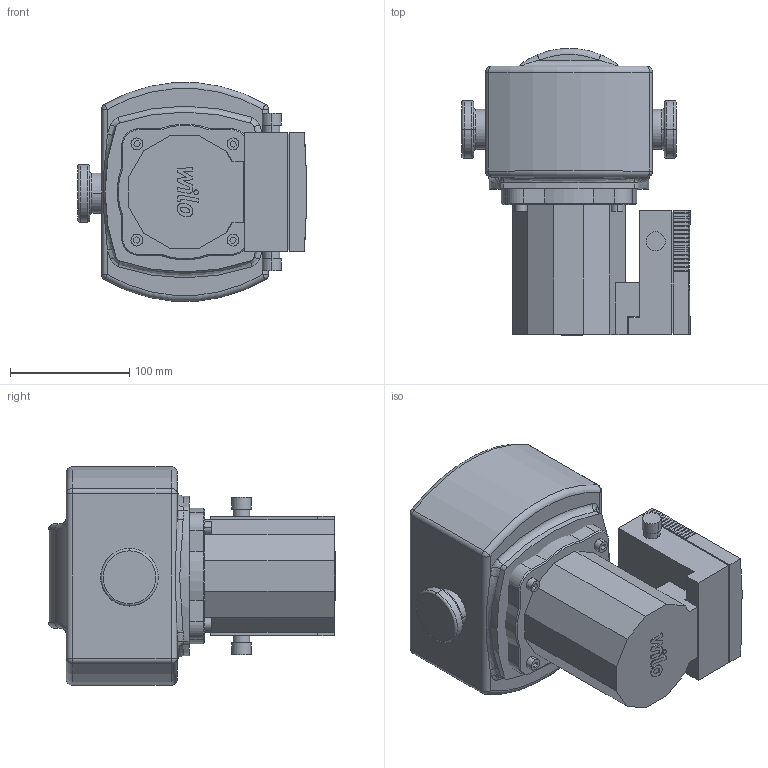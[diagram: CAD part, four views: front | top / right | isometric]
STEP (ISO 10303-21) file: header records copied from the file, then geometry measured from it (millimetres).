
FILE_DESCRIPTION((''),'2;1');
FILE_NAME('3d_TOP-S25_101~-2061962.stp','2014-09-03T12:46:23',(''),(''),'Mechanical Desktop 2009','Mechanical Desktop 2009',', , ');
FILE_SCHEMA(('CONFIG_CONTROL_DESIGN'));
Length unit declared in the file: millimetre
Products named in the file (1): Product
Bounding box: 191.78 x 240.53 x 183.23 mm (x, y, z)
Volume: 3944769.1 mm3; surface area: 223601.2 mm2
Topology: 7 solids, 7 shells, 441 faces, 1159 edges, 752 vertices
Faces by surface type: plane 188, bspline 175, cylinder 48, torus 14, sphere 8, cone 8
Entity records: 14670 total; most frequent: CARTESIAN_POINT 4164, ORIENTED_EDGE 2318, DIRECTION 1865, EDGE_CURVE 1159, VECTOR 843, LINE 843, VERTEX_POINT 752, AXIS2_PLACEMENT_3D 511
